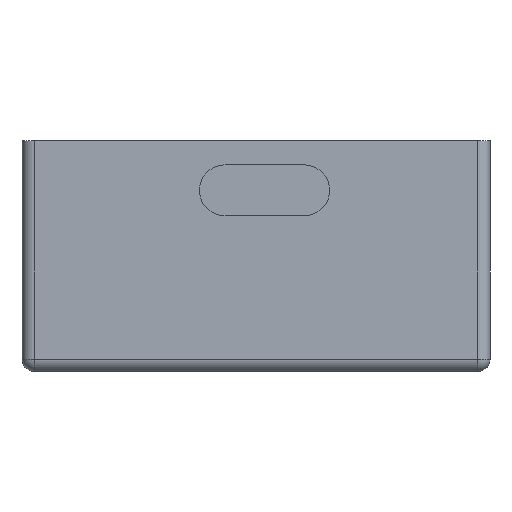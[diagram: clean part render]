
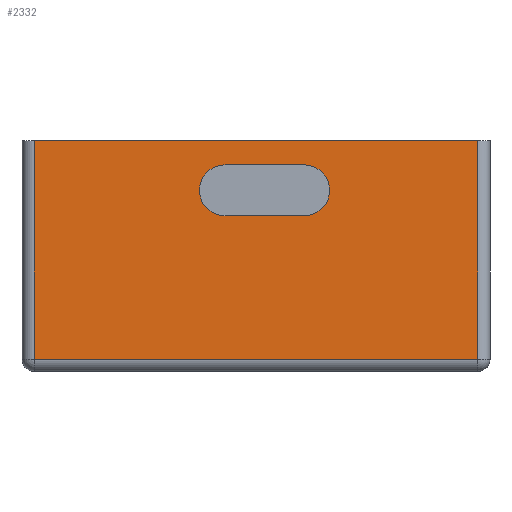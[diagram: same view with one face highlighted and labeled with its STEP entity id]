
A CAD part, front view. The second image highlights one B-rep face of the part: STEP entity #2332.
In plain terms, the highlighted planar face has unit normal (0, -1, 0).
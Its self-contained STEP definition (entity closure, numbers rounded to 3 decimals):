
#1087 = VERTEX_POINT('',#1088);
#1088 = CARTESIAN_POINT('',(-18.25,-24.25,17.5));
#1095 = EDGE_CURVE('',#1096,#1087,#1098,.T.);
#1096 = VERTEX_POINT('',#1097);
#1097 = CARTESIAN_POINT('',(18.25,-24.25,17.5));
#1098 = LINE('',#1099,#1100);
#1099 = CARTESIAN_POINT('',(-8.875,-24.25,17.5));
#1100 = VECTOR('',#1101,1.);
#1101 = DIRECTION('',(-1.,0.,0.));
#2288 = VERTEX_POINT('',#2289);
#2289 = CARTESIAN_POINT('',(18.25,-24.25,-0.5));
#2296 = EDGE_CURVE('',#2288,#1096,#2297,.T.);
#2297 = LINE('',#2298,#2299);
#2298 = CARTESIAN_POINT('',(18.25,-24.25,-1.5));
#2299 = VECTOR('',#2300,1.);
#2300 = DIRECTION('',(0.,0.,1.));
#2332 = ADVANCED_FACE('',(#2333,#2351),#2387,.F.);
#2333 = FACE_BOUND('',#2334,.F.);
#2334 = EDGE_LOOP('',(#2335,#2336,#2337,#2345));
#2335 = ORIENTED_EDGE('',*,*,#1095,.F.);
#2336 = ORIENTED_EDGE('',*,*,#2296,.F.);
#2337 = ORIENTED_EDGE('',*,*,#2338,.F.);
#2338 = EDGE_CURVE('',#2339,#2288,#2341,.T.);
#2339 = VERTEX_POINT('',#2340);
#2340 = CARTESIAN_POINT('',(-18.25,-24.25,-0.5));
#2341 = LINE('',#2342,#2343);
#2342 = CARTESIAN_POINT('',(-19.25,-24.25,-0.5));
#2343 = VECTOR('',#2344,1.);
#2344 = DIRECTION('',(1.,0.,0.));
#2345 = ORIENTED_EDGE('',*,*,#2346,.T.);
#2346 = EDGE_CURVE('',#2339,#1087,#2347,.T.);
#2347 = LINE('',#2348,#2349);
#2348 = CARTESIAN_POINT('',(-18.25,-24.25,-1.5));
#2349 = VECTOR('',#2350,1.);
#2350 = DIRECTION('',(0.,0.,1.));
#2351 = FACE_BOUND('',#2352,.F.);
#2352 = EDGE_LOOP('',(#2353,#2364,#2372,#2381));
#2353 = ORIENTED_EDGE('',*,*,#2354,.F.);
#2354 = EDGE_CURVE('',#2355,#2357,#2359,.T.);
#2355 = VERTEX_POINT('',#2356);
#2356 = CARTESIAN_POINT('',(-2.55,-24.25,11.3));
#2357 = VERTEX_POINT('',#2358);
#2358 = CARTESIAN_POINT('',(-2.55,-24.25,15.5));
#2359 = CIRCLE('',#2360,2.1);
#2360 = AXIS2_PLACEMENT_3D('',#2361,#2362,#2363);
#2361 = CARTESIAN_POINT('',(-2.55,-24.25,13.4));
#2362 = DIRECTION('',(0.,1.,0.));
#2363 = DIRECTION('',(1.,0.,0.));
#2364 = ORIENTED_EDGE('',*,*,#2365,.T.);
#2365 = EDGE_CURVE('',#2355,#2366,#2368,.T.);
#2366 = VERTEX_POINT('',#2367);
#2367 = CARTESIAN_POINT('',(3.95,-24.25,11.3));
#2368 = LINE('',#2369,#2370);
#2369 = CARTESIAN_POINT('',(-10.15,-24.25,11.3));
#2370 = VECTOR('',#2371,1.);
#2371 = DIRECTION('',(1.,0.,0.));
#2372 = ORIENTED_EDGE('',*,*,#2373,.F.);
#2373 = EDGE_CURVE('',#2374,#2366,#2376,.T.);
#2374 = VERTEX_POINT('',#2375);
#2375 = CARTESIAN_POINT('',(3.95,-24.25,15.5));
#2376 = CIRCLE('',#2377,2.1);
#2377 = AXIS2_PLACEMENT_3D('',#2378,#2379,#2380);
#2378 = CARTESIAN_POINT('',(3.95,-24.25,13.4));
#2379 = DIRECTION('',(0.,1.,0.));
#2380 = DIRECTION('',(1.,0.,0.));
#2381 = ORIENTED_EDGE('',*,*,#2382,.F.);
#2382 = EDGE_CURVE('',#2357,#2374,#2383,.T.);
#2383 = LINE('',#2384,#2385);
#2384 = CARTESIAN_POINT('',(-10.15,-24.25,15.5));
#2385 = VECTOR('',#2386,1.);
#2386 = DIRECTION('',(1.,0.,0.));
#2387 = PLANE('',#2388);
#2388 = AXIS2_PLACEMENT_3D('',#2389,#2390,#2391);
#2389 = CARTESIAN_POINT('',(-17.75,-24.25,0.));
#2390 = DIRECTION('',(0.,1.,0.));
#2391 = DIRECTION('',(1.,0.,0.));
